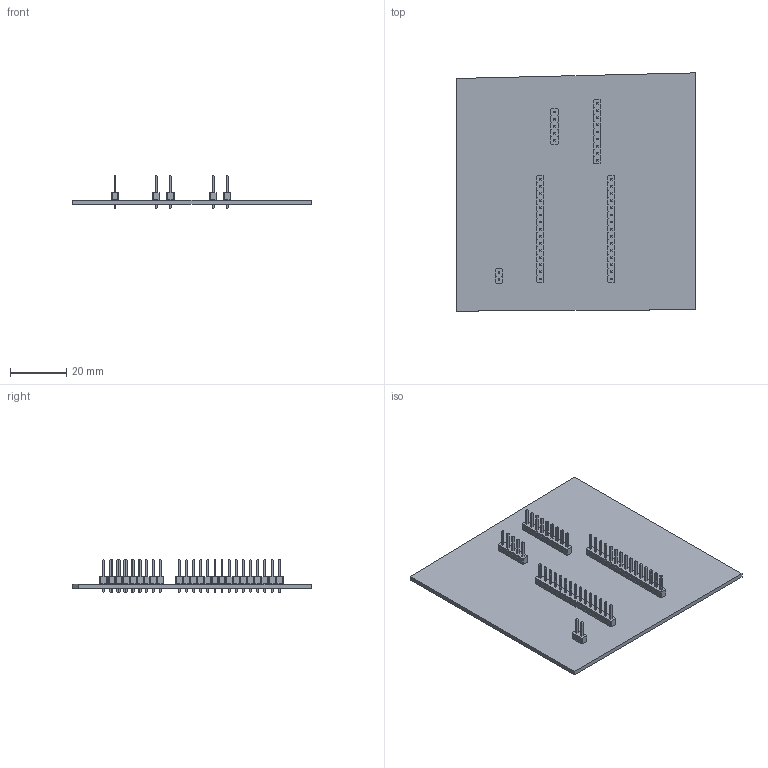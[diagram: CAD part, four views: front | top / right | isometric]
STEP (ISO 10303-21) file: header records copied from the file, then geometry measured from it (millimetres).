
FILE_DESCRIPTION(('KiCad electronic assembly'),'2;1');
FILE_NAME('PCB_IMU.step','2025-07-17T08:30:38',('Pcbnew'),('Kicad'), 'Open CASCADE STEP processor 7.9','KiCad to STEP converter','Unknown' );
FILE_SCHEMA(('AUTOMOTIVE_DESIGN { 1 0 10303 214 1 1 1 1 }'));
Length unit declared in the file: millimetre
Products named in the file (6): PCB_IMU 1; PinHeader_1x05_P2.54mm_Vertical; PinHeader_1x15_P2.54mm_Vertical; PinHeader_1x09_P2.54mm_Vertical; PinHeader_1x02_P2.54mm_Vertical; PCB_IMU_PCB
Assembly tree (6 placements, depth 2):
  PCB_IMU 1
    PinHeader_1x05_P2.54mm_Vertical
    PinHeader_1x15_P2.54mm_Vertical  x2
    PinHeader_1x09_P2.54mm_Vertical
    PinHeader_1x02_P2.54mm_Vertical
    PCB_IMU_PCB
Bounding box: 85 x 85 x 11.54 mm (x, y, z)
Volume: 11600.5 mm3; surface area: 17203 mm2
Topology: 6 solids, 6 shells, 1176 faces, 2848 edges, 1776 vertices
Faces by surface type: plane 1130, cylinder 46
Full cylindrical faces by diameter (mm): 1 x46
Entity records: 28623 total; most frequent: CARTESIAN_POINT 4023, ORIENTED_EDGE 3944, DIRECTION 3702, EDGE_CURVE 1972, LINE 1880, VECTOR 1880, VERTEX_POINT 1232, FACE_BOUND 966
